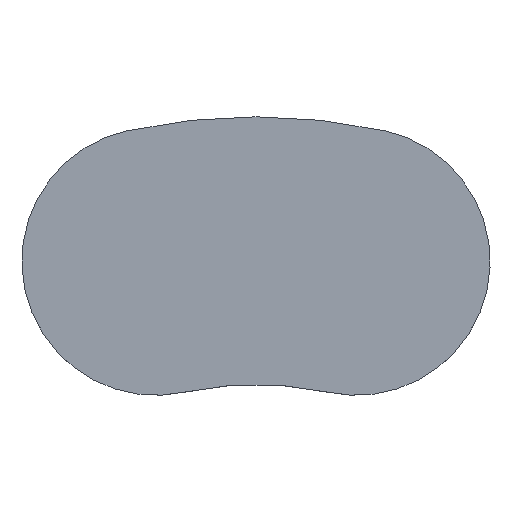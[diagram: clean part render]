
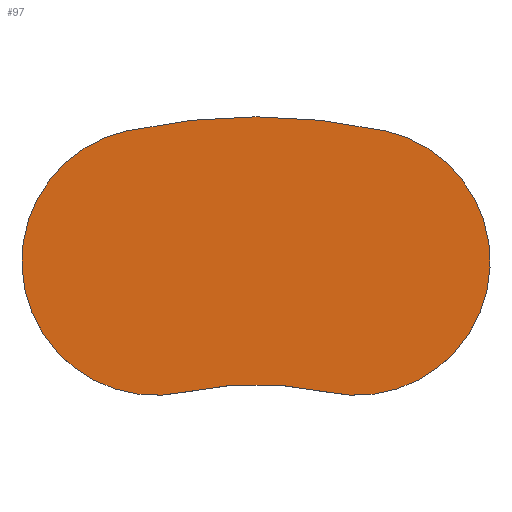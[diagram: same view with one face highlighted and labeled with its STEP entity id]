
A CAD part, top view. The second image highlights one B-rep face of the part: STEP entity #97.
In plain terms, the highlighted planar face has unit normal (0, 0, 1).
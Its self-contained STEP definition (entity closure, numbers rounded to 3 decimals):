
#15=PLANE('',#125);
#21=FACE_OUTER_BOUND('',#27,.T.);
#27=EDGE_LOOP('',(#81,#82,#83,#84));
#38=CIRCLE('',#115,6.);
#40=CIRCLE('',#118,14.958);
#42=CIRCLE('',#121,6.);
#44=CIRCLE('',#124,26.958);
#47=VERTEX_POINT('',#166);
#48=VERTEX_POINT('',#168);
#50=VERTEX_POINT('',#174);
#52=VERTEX_POINT('',#180);
#55=EDGE_CURVE('',#48,#47,#38,.T.);
#58=EDGE_CURVE('',#50,#48,#40,.T.);
#61=EDGE_CURVE('',#52,#50,#42,.T.);
#64=EDGE_CURVE('',#47,#52,#44,.T.);
#81=ORIENTED_EDGE('',*,*,#64,.T.);
#82=ORIENTED_EDGE('',*,*,#61,.T.);
#83=ORIENTED_EDGE('',*,*,#58,.T.);
#84=ORIENTED_EDGE('',*,*,#55,.T.);
#97=ADVANCED_FACE('',(#21),#15,.T.);
#115=AXIS2_PLACEMENT_3D('',#169,#134,#135);
#118=AXIS2_PLACEMENT_3D('',#175,#141,#142);
#121=AXIS2_PLACEMENT_3D('',#181,#148,#149);
#124=AXIS2_PLACEMENT_3D('',#185,#155,#156);
#125=AXIS2_PLACEMENT_3D('',#186,#157,#158);
#134=DIRECTION('center_axis',(0.,0.,1.));
#135=DIRECTION('ref_axis',(-0.475,-0.88,0.));
#141=DIRECTION('center_axis',(0.,0.,-1.));
#142=DIRECTION('ref_axis',(0.215,0.977,0.));
#148=DIRECTION('center_axis',(0.,0.,1.));
#149=DIRECTION('ref_axis',(0.275,0.961,0.));
#155=DIRECTION('center_axis',(0.,0.,1.));
#156=DIRECTION('ref_axis',(0.215,0.977,0.));
#157=DIRECTION('center_axis',(0.,0.,1.));
#158=DIRECTION('ref_axis',(1.,0.,0.));
#166=CARTESIAN_POINT('',(5.788,26.329,1.3));
#168=CARTESIAN_POINT('',(3.212,14.609,1.3));
#169=CARTESIAN_POINT('Origin',(4.5,20.469,1.3));
#174=CARTESIAN_POINT('',(-3.212,14.609,1.3));
#175=CARTESIAN_POINT('Origin',(0.,0.,
1.3));
#180=CARTESIAN_POINT('',(-5.788,26.329,1.3));
#181=CARTESIAN_POINT('Origin',(-4.5,20.469,1.3));
#185=CARTESIAN_POINT('Origin',(0.,0.,
1.3));
#186=CARTESIAN_POINT('Origin',(0.,20.713,1.3));
